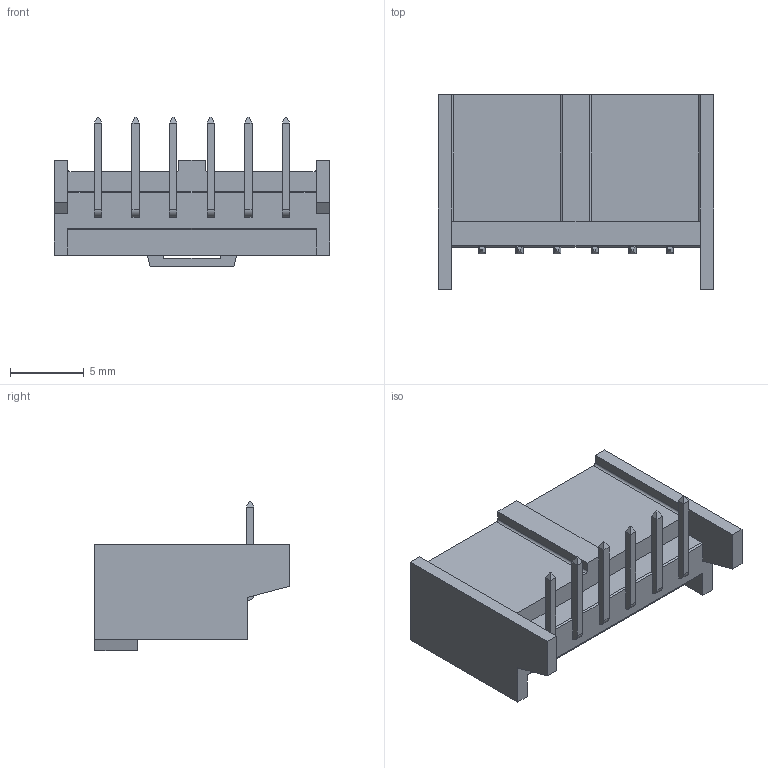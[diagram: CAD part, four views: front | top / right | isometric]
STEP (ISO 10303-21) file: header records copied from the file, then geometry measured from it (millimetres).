
FILE_DESCRIPTION(('STEP AP242'),'1');
FILE_NAME('90136-2106.stp','2022-05-23T14:05:48',('TraceParts'),('TraceParts S.A.'),'Spatial InterOp 3D',' ',' ');
FILE_SCHEMA(('AP242_MANAGED_MODEL_BASED_3D_ENGINEERING_MIM_LF {1 0 10303 442 1 1 4}'));
Length unit declared in the file: millimetre
Products named in the file (1): 90136-2106_1
Bounding box: 18.59 x 13.14 x 10.11 mm (x, y, z)
Volume: 558.4 mm3; surface area: 1259.9 mm2
Topology: 1 solids, 1 shells, 169 faces, 442 edges, 292 vertices
Faces by surface type: plane 159, cylinder 10
Entity records: 5058 total; most frequent: CARTESIAN_POINT 881, ORIENTED_EDGE 860, DIRECTION 816, EDGE_CURVE 430, LINE 410, VECTOR 410, VERTEX_POINT 268, AXIS2_PLACEMENT_3D 203
